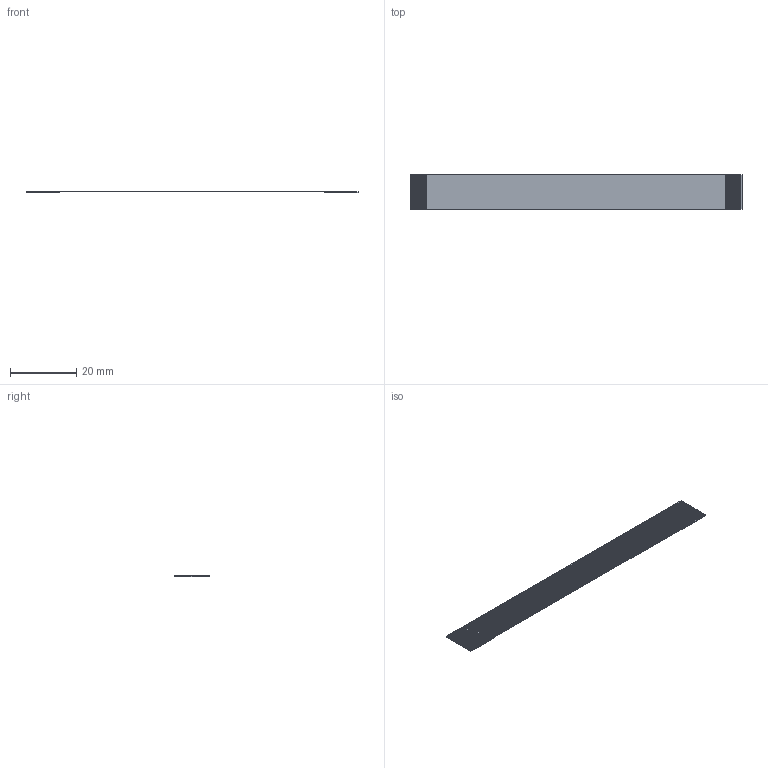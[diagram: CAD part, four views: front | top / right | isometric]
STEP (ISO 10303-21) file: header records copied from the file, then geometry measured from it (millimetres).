
FILE_DESCRIPTION(/* description */ ('Unknown'),/* implementation_level */ '2;1');
FILE_NAME(/* name */ '687620100002',/* time_stamp */ '2020-02-17T13:26:49+01:00',/* author */ ('Unknown'),/* organization */ ('Unknown'),/* preprocessor_version */ 'ST-DEVELOPER v16.7',/* originating_system */ 'DEX',/* authorisation */ $);
FILE_SCHEMA (('AUTOMOTIVE_DESIGN {1 0 10303 214 3 1 1}'));
Length unit declared in the file: millimetre
Products named in the file (2): 6876xx100002; 687620100002
Assembly tree (1 placements, depth 2):
  6876xx100002
    687620100002
Bounding box: 100 x 10.5 x 0.36 mm (x, y, z)
Volume: 157.6 mm3; surface area: 3427.5 mm2
Topology: 1 solids, 1 shells, 140 faces, 446 edges, 268 vertices
Faces by surface type: plane 140
Entity records: 5835 total; most frequent: ORIENTED_EDGE 892, CARTESIAN_POINT 856, DIRECTION 730, EDGE_CURVE 446, LINE 446, VECTOR 446, VERTEX_POINT 268, AXIS2_PLACEMENT_3D 142
